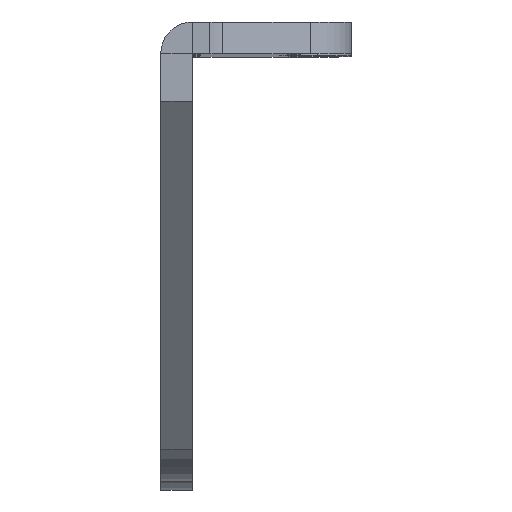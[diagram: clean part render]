
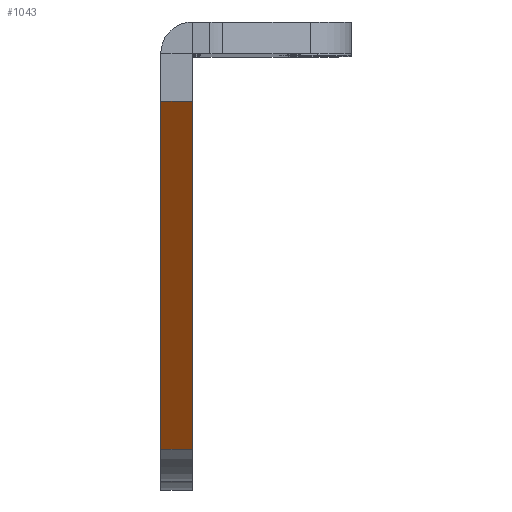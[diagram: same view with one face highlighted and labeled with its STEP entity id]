
A CAD part, top view. The second image highlights one B-rep face of the part: STEP entity #1043.
In plain terms, the highlighted planar face has unit normal (0, -0.595, 0.804).
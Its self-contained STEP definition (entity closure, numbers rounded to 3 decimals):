
#102 = VERTEX_POINT ( 'NONE', #1691 ) ;
#113 = VERTEX_POINT ( 'NONE', #1703 ) ;
#115 = VERTEX_POINT ( 'NONE', #1705 ) ;
#132 = VERTEX_POINT ( 'NONE', #1663 ) ;
#181 = ORIENTED_EDGE ( 'NONE', *, *, #1755, .T. ) ;
#182 = ORIENTED_EDGE ( 'NONE', *, *, #1743, .F. ) ;
#183 = ORIENTED_EDGE ( 'NONE', *, *, #1774, .F. ) ;
#184 = ORIENTED_EDGE ( 'NONE', *, *, #1729, .T. ) ;
#372 = EDGE_LOOP ( 'NONE', ( #181, #182, #183, #184 ) ) ;
#616 = FACE_OUTER_BOUND ( 'NONE', #372, .T. ) ;
#674 = LINE ( 'NONE', #1200, #679 ) ;
#679 = VECTOR ( 'NONE', #1185, 1000. ) ;
#699 = LINE ( 'NONE', #1159, #701 ) ;
#701 = VECTOR ( 'NONE', #1158, 1000. ) ;
#719 = LINE ( 'NONE', #1126, #722 ) ;
#722 = VECTOR ( 'NONE', #1125, 1000. ) ;
#750 = LINE ( 'NONE', #1081, #753 ) ;
#753 = VECTOR ( 'NONE', #1080, 1000. ) ;
#802 = AXIS2_PLACEMENT_3D ( 'NONE', #1322, #1317, #1316 ) ;
#1043 = ADVANCED_FACE ( 'NONE', ( #616 ), #1323, .T. ) ;
#1080 = DIRECTION ( 'NONE',  ( -1., 0., 0. ) ) ;
#1081 = CARTESIAN_POINT ( 'NONE',  ( 2., -26.874, 103.819 ) ) ;
#1125 = DIRECTION ( 'NONE',  ( -1., 0., 0. ) ) ;
#1126 = CARTESIAN_POINT ( 'NONE',  ( 2., -5., 120. ) ) ;
#1158 = DIRECTION ( 'NONE',  ( 0., 0.804, 0.595 ) ) ;
#1159 = CARTESIAN_POINT ( 'NONE',  ( 0., -1.768, 122.391 ) ) ;
#1185 = DIRECTION ( 'NONE',  ( 0., 0.804, 0.595 ) ) ;
#1200 = CARTESIAN_POINT ( 'NONE',  ( 2., -1.768, 122.391 ) ) ;
#1316 = DIRECTION ( 'NONE',  ( 0., 0.804, 0.595 ) ) ;
#1317 = DIRECTION ( 'NONE',  ( 0., -0.595, 0.804 ) ) ;
#1322 = CARTESIAN_POINT ( 'NONE',  ( 2., -1.768, 122.391 ) ) ;
#1323 = PLANE ( 'NONE',  #802 ) ;
#1663 = CARTESIAN_POINT ( 'NONE',  ( 2., -26.874, 103.819 ) ) ;
#1691 = CARTESIAN_POINT ( 'NONE',  ( 2., -5., 120. ) ) ;
#1703 = CARTESIAN_POINT ( 'NONE',  ( 0., -5., 120. ) ) ;
#1705 = CARTESIAN_POINT ( 'NONE',  ( 0., -26.874, 103.819 ) ) ;
#1729 = EDGE_CURVE ( 'NONE', #132, #102, #674, .T. ) ;
#1743 = EDGE_CURVE ( 'NONE', #115, #113, #699, .T. ) ;
#1755 = EDGE_CURVE ( 'NONE', #102, #113, #719, .T. ) ;
#1774 = EDGE_CURVE ( 'NONE', #132, #115, #750, .T. ) ;
